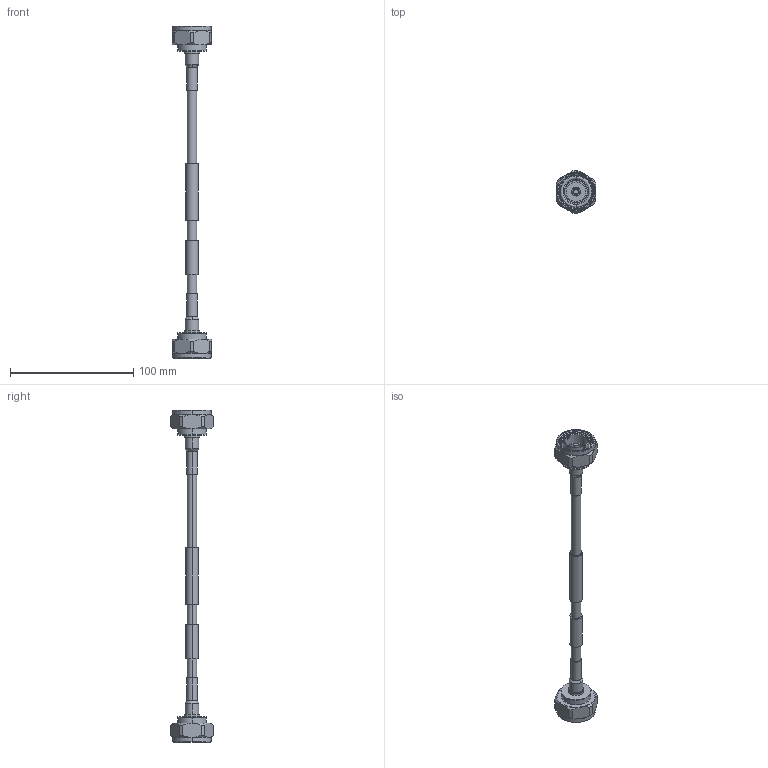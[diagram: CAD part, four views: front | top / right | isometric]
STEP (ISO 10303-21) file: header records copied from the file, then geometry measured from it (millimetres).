
FILE_DESCRIPTION (( 'STEP AP214' ), '1' );
FILE_NAME ('PE3C7835.step', '2021-02-09T19:14:41', ( '' ), ( '' ), 'SwSTEP 2.0', 'SolidWorks 2018', '' );
FILE_SCHEMA (( 'AUTOMOTIVE_DESIGN' ));
Length unit declared in the file: inch
Products named in the file (4): Heat Shrink^PE3C7835; PE-1/4SFHC^PE3C7835; PE45660^PE3C7835; PE3C7835
Assembly tree (5 placements, depth 2):
  PE3C7835
    PE-1/4SFHC^PE3C7835
    Heat Shrink^PE3C7835  x2
    PE45660^PE3C7835  x2
Bounding box: 31.75 x 34.98 x 269.36 mm (x, y, z)
Volume: 33232 mm3; surface area: 25685.4 mm2
Topology: 5 solids, 11 shells, 294 faces, 702 edges, 454 vertices
Faces by surface type: cylinder 134, plane 78, cone 56, torus 16, bspline 10
Entity records: 5917 total; most frequent: CARTESIAN_POINT 2153, DIRECTION 791, ORIENTED_EDGE 732, EDGE_CURVE 366, AXIS2_PLACEMENT_3D 336, VERTEX_POINT 237, CIRCLE 178, EDGE_LOOP 177
